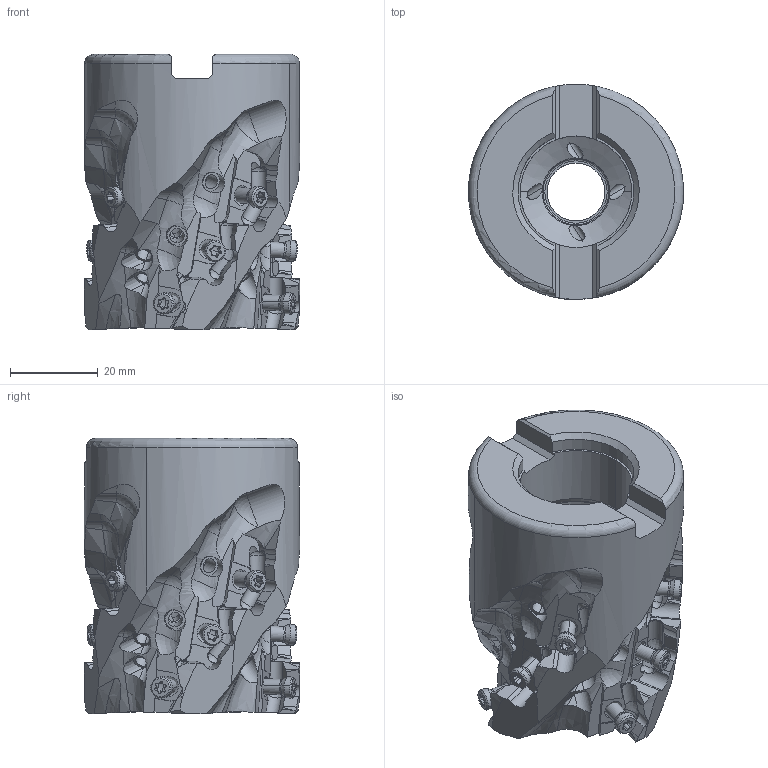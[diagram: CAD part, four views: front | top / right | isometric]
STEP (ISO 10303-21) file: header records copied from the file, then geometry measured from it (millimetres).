
FILE_DESCRIPTION(/* description */ (''),/* implementation_level */ '2;1');
FILE_NAME(/* name */ 'VFX5UR0204CA15.stp',/* time_stamp */ '2017-09-28T11:36:07+09:00',/* author */ (''),/* organization */ (''),/* preprocessor_version */ 'ST-DEVELOPER v16',/* originating_system */ 'SIEMENS PLM Software NX 10.0',/* authorisation */ '');
FILE_SCHEMA (('AUTOMOTIVE_DESIGN { 1 0 10303 214 3 1 1 1 }'));
Products named in the file (1): VFX5UR0204CA15_ASM
Bounding box: 49 x 49 x 62.7 mm (x, y, z)
Volume: 61416.8 mm3; surface area: 22727.8 mm2
Topology: 13 solids, 13 shells, 1265 faces, 3684 edges, 2402 vertices
Faces by surface type: cylinder 518, plane 353, cone 162, bspline 92, sphere 68, torus 40, extrusion 32
Entity records: 61285 total; most frequent: CARTESIAN_POINT 29064, ORIENTED_EDGE 7256, DIRECTION 6089, EDGE_CURVE 3628, AXIS2_PLACEMENT_3D 2436, VERTEX_POINT 2402, EDGE_LOOP 1320, ADVANCED_FACE 1265
